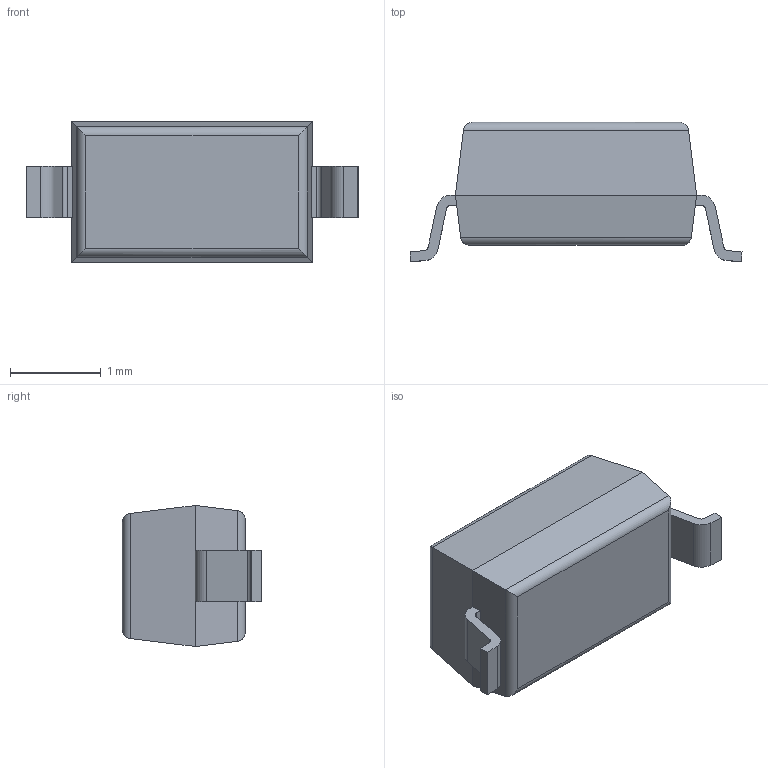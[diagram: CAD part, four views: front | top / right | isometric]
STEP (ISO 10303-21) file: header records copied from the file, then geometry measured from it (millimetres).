
FILE_DESCRIPTION (( 'STEP AP214' ), '1' );
FILE_NAME ('1N5819HW-7-F.STEP', '2019-03-31T20:34:02', ( '' ), ( '' ), 'SwSTEP 2.0', 'SolidWorks 2017', '' );
FILE_SCHEMA (( 'AUTOMOTIVE_DESIGN' ));
Length unit declared in the file: millimetre
Products named in the file (1): 1N5819HW-7-F
Bounding box: 3.65 x 1.53 x 1.55 mm (x, y, z)
Volume: 5.2 mm3; surface area: 20.2 mm2
Topology: 3 solids, 3 shells, 46 faces, 108 edges, 68 vertices
Faces by surface type: plane 30, cylinder 16
Entity records: 1344 total; most frequent: CARTESIAN_POINT 247, ORIENTED_EDGE 216, DIRECTION 210, EDGE_CURVE 108, VECTOR 84, LINE 84, VERTEX_POINT 68, AXIS2_PLACEMENT_3D 63
